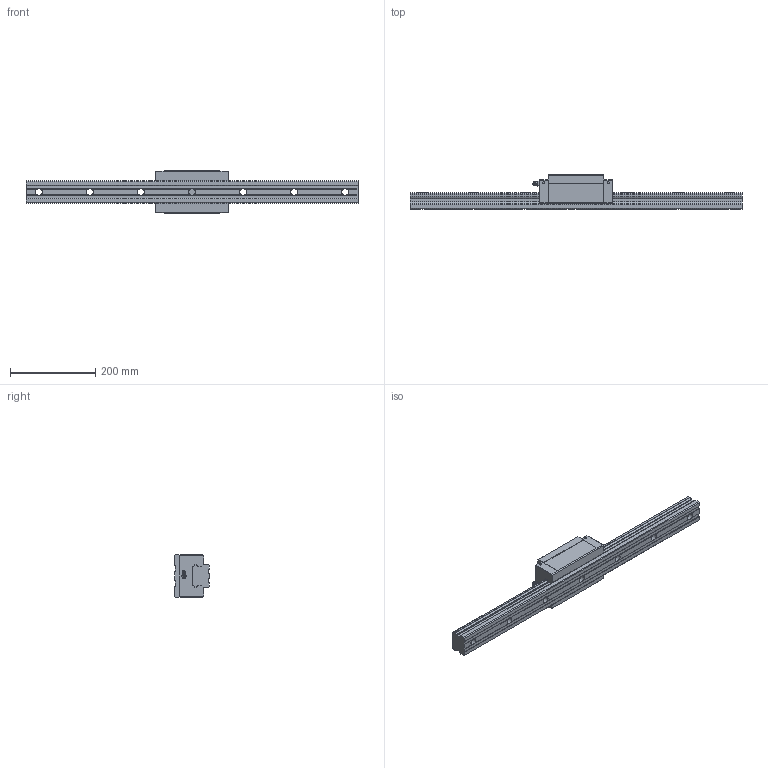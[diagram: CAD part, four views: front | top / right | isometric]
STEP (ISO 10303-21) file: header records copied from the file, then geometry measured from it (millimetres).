
FILE_DESCRIPTION( ( '' ), '1' );
FILE_NAME( 'SHS55R1SS780300B-PT1_8304.5000.stp', '2015-10-08T14:30:15', ( '' ), ( '' ), ' ', ' ', ' ' );
FILE_SCHEMA( ( 'automotive_design' ) );
Length unit declared in the file: millimetre
Products named in the file (3): 1; 2; 3
Bounding box: 780 x 80 x 100 mm (x, y, z)
Volume: 2242772.1 mm3; surface area: 241509.6 mm2
Topology: 3 solids, 3 shells, 279 faces, 765 edges, 491 vertices
Faces by surface type: plane 129, cylinder 98, cone 40, torus 8, sphere 4
Entity records: 17848 total; most frequent: CARTESIAN_POINT 2162, DIRECTION 1550, STYLED_ITEM 1524, PRESENTATION_STYLE_ASSIGNMENT 1524, COLOUR_RGB 1524, ORIENTED_EDGE 1502, EDGE_CURVE 751, CURVE_STYLE 751
